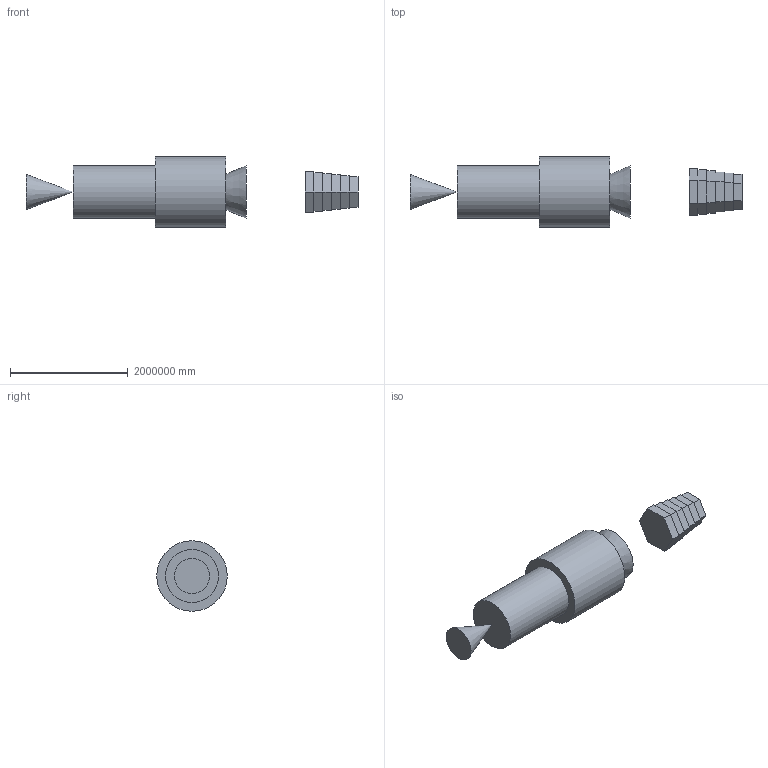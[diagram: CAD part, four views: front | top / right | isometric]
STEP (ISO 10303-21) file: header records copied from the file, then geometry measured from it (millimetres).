
FILE_DESCRIPTION(('FreeCAD Model'),'2;1');
FILE_NAME('Open CASCADE Shape Model','2025-09-13T03:15:33',('Author'),( ''),'Open CASCADE STEP processor 7.8','FreeCAD','Unknown');
FILE_SCHEMA(('AUTOMOTIVE_DESIGN { 1 0 10303 214 1 1 1 1 }'));
Length unit declared in the file: metre
Products named in the file (1): Destiny_Ship_Full
Bounding box: 5650000 x 1200000 x 1200000 mm (x, y, z)
Volume: 2769060583250985984 mm3; surface area: 15804269288747.1 mm2
Topology: 3 solids, 3 shells, 52 faces, 120 edges, 80 vertices
Faces by surface type: plane 48, cylinder 2, cone 2
Full cylindrical faces by diameter (mm): 900000 x1, 1200000 x1
Entity records: 3034 total; most frequent: CARTESIAN_POINT 490, DIRECTION 470, LINE 343, VECTOR 343, ORIENTED_EDGE 238, PCURVE 238, DEFINITIONAL_REPRESENTATION 238, EDGE_CURVE 119
